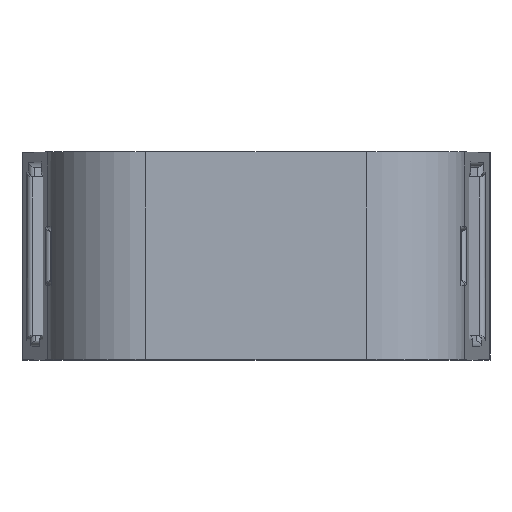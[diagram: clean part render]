
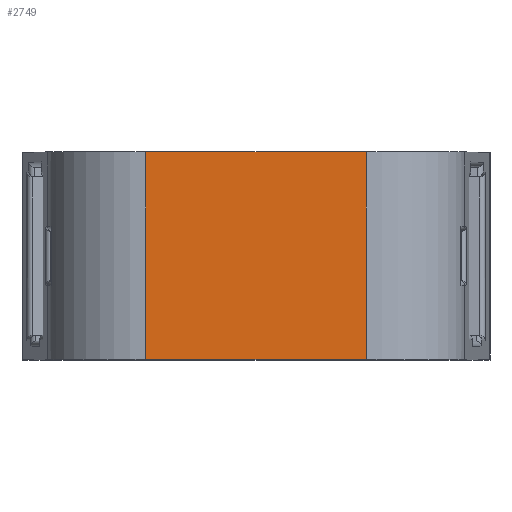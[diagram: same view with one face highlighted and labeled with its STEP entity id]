
A CAD part, top view. The second image highlights one B-rep face of the part: STEP entity #2749.
In plain terms, the highlighted planar face has unit normal (0, 0, 1).
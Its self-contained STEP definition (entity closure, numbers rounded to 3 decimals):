
#165=PLANE('',#3069);
#315=FACE_OUTER_BOUND('',#503,.T.);
#503=EDGE_LOOP('',(#2513,#2514,#2515,#2516));
#541=LINE('',#4016,#765);
#566=LINE('',#4188,#790);
#662=LINE('',#4598,#886);
#701=LINE('',#4712,#925);
#765=VECTOR('',#3157,10.);
#790=VECTOR('',#3294,10.);
#886=VECTOR('',#3640,10.);
#925=VECTOR('',#3763,10.);
#1125=VERTEX_POINT('',#4013);
#1126=VERTEX_POINT('',#4015);
#1179=VERTEX_POINT('',#4187);
#1278=VERTEX_POINT('',#4596);
#1383=EDGE_CURVE('',#1125,#1126,#541,.T.);
#1454=EDGE_CURVE('',#1126,#1179,#566,.T.);
#1617=EDGE_CURVE('',#1125,#1278,#662,.T.);
#1675=EDGE_CURVE('',#1278,#1179,#701,.T.);
#2513=ORIENTED_EDGE('',*,*,#1675,.T.);
#2514=ORIENTED_EDGE('',*,*,#1454,.F.);
#2515=ORIENTED_EDGE('',*,*,#1383,.F.);
#2516=ORIENTED_EDGE('',*,*,#1617,.T.);
#2749=ADVANCED_FACE('',(#315),#165,.T.);
#3069=AXIS2_PLACEMENT_3D('',#4870,#3905,#3906);
#3157=DIRECTION('',(1.,0.,0.));
#3294=DIRECTION('',(0.,-1.,0.));
#3640=DIRECTION('',(0.,-1.,0.));
#3763=DIRECTION('',(1.,0.,0.));
#3905=DIRECTION('center_axis',(0.,0.,
1.));
#3906=DIRECTION('ref_axis',(-1.,0.,0.));
#4013=CARTESIAN_POINT('',(-22.344,42.,95.));
#4015=CARTESIAN_POINT('',(22.344,42.,95.));
#4016=CARTESIAN_POINT('',(11.172,42.,95.));
#4187=CARTESIAN_POINT('',(22.344,0.,95.));
#4188=CARTESIAN_POINT('',(22.344,27.,95.));
#4596=CARTESIAN_POINT('',(-22.344,0.,95.));
#4598=CARTESIAN_POINT('',(-22.344,27.,95.));
#4712=CARTESIAN_POINT('',(-0.664,0.,95.));
#4870=CARTESIAN_POINT('Origin',(22.344,27.,95.));
